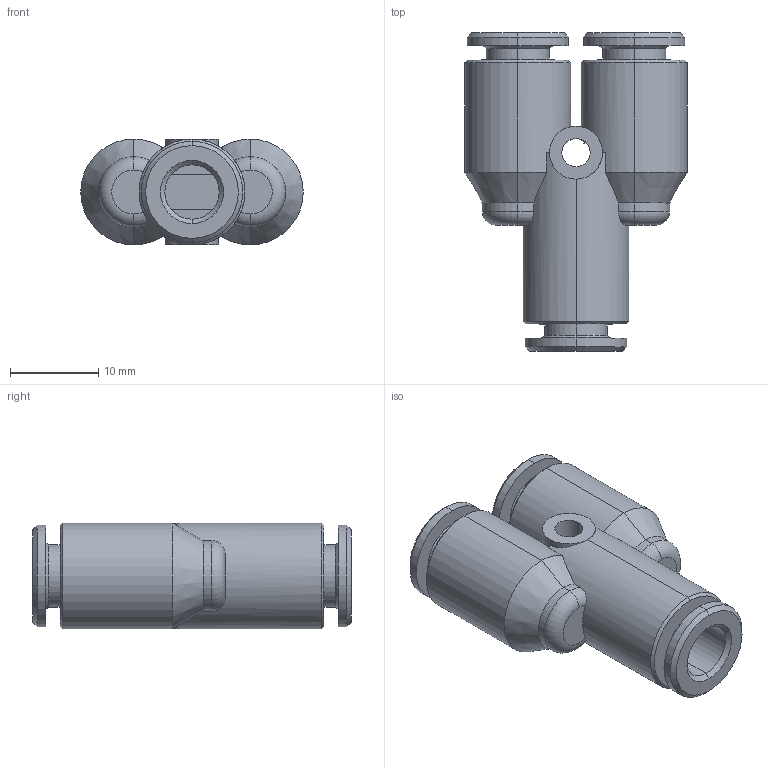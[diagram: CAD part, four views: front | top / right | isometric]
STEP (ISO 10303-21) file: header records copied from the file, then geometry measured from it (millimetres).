
FILE_DESCRIPTION (( 'STEP AP203' ), '1' );
FILE_NAME ('B0193030.STEP', '2011-04-19T12:33:49', ( '' ), ( 'sopra-pneumatic' ), 'SwSTEP 2.0', 'SolidWorks 2009', '' );
FILE_SCHEMA (( 'CONFIG_CONTROL_DESIGN' ));
Length unit declared in the file: millimetre
Products named in the file (1): B0193030
Bounding box: 25.2 x 36.1 x 12 mm (x, y, z)
Volume: 4367.3 mm3; surface area: 3961 mm2
Topology: 1 solids, 1 shells, 116 faces, 275 edges, 168 vertices
Faces by surface type: cylinder 44, plane 34, cone 32, torus 6
Entity records: 3628 total; most frequent: CARTESIAN_POINT 791, DIRECTION 625, ORIENTED_EDGE 550, EDGE_CURVE 275, AXIS2_PLACEMENT_3D 252, VERTEX_POINT 168, CIRCLE 135, EDGE_LOOP 129
